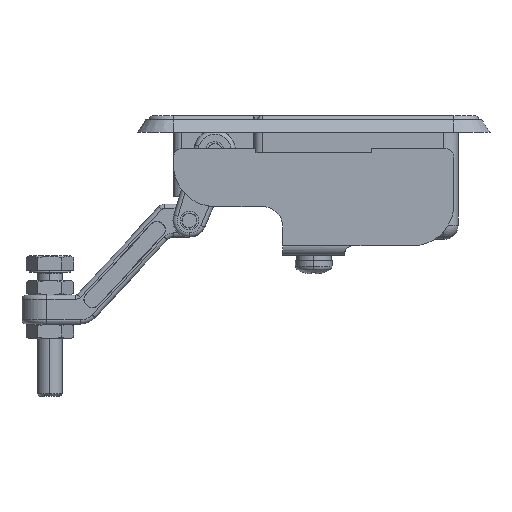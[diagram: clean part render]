
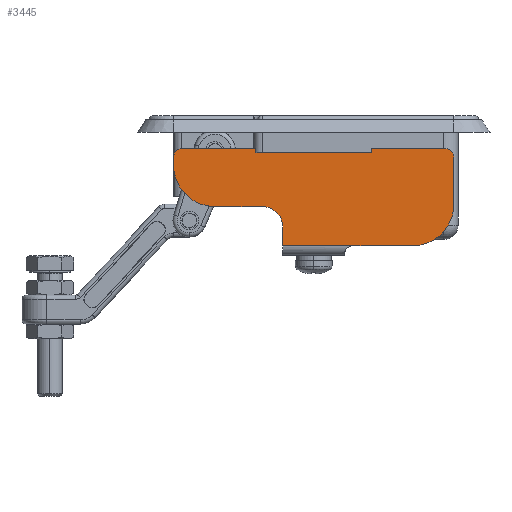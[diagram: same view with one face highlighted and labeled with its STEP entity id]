
A CAD part, left-side view. The second image highlights one B-rep face of the part: STEP entity #3445.
In plain terms, the highlighted planar face has unit normal (-1, 0, 0).
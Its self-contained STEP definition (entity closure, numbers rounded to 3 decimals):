
#91 = AXIS2_PLACEMENT_3D ( 'NONE', #13304, #8901, #6690 ) ;
#159 = DIRECTION ( 'NONE',  ( 0., -1., 0. ) ) ;
#775 = EDGE_CURVE ( 'NONE', #21143, #20630, #11572, .T. ) ;
#795 = CARTESIAN_POINT ( 'NONE',  ( -15.3, 10., 0. ) ) ;
#843 = LINE ( 'NONE', #20181, #10392 ) ;
#901 = CARTESIAN_POINT ( 'NONE',  ( -15.3, 10., 22.5 ) ) ;
#1176 = CARTESIAN_POINT ( 'NONE',  ( -15.3, 8., 23.5 ) ) ;
#1206 = CARTESIAN_POINT ( 'NONE',  ( -15.3, -10., 22.5 ) ) ;
#1279 = DIRECTION ( 'NONE',  ( 0., -1., 0. ) ) ;
#1357 = ORIENTED_EDGE ( 'NONE', *, *, #18735, .F. ) ;
#1393 = AXIS2_PLACEMENT_3D ( 'NONE', #20667, #18469, #16275 ) ;
#1417 = DIRECTION ( 'NONE',  ( 1., 0., 0. ) ) ;
#1515 = EDGE_CURVE ( 'NONE', #12172, #2805, #14616, .T. ) ;
#1670 = ORIENTED_EDGE ( 'NONE', *, *, #19387, .F. ) ;
#1765 = VERTEX_POINT ( 'NONE', #15555 ) ;
#1841 = DIRECTION ( 'NONE',  ( 0., -1., 0. ) ) ;
#1938 = ORIENTED_EDGE ( 'NONE', *, *, #1515, .T. ) ;
#2070 = VECTOR ( 'NONE', #159, 1000. ) ;
#2071 = CARTESIAN_POINT ( 'NONE',  ( -15.3, -11.5, 9.5 ) ) ;
#2384 = CARTESIAN_POINT ( 'NONE',  ( -15.3, 10., 23.5 ) ) ;
#2757 = DIRECTION ( 'NONE',  ( 0., -1., 0. ) ) ;
#2805 = VERTEX_POINT ( 'NONE', #20803 ) ;
#3024 = LINE ( 'NONE', #795, #16513 ) ;
#3121 = ORIENTED_EDGE ( 'NONE', *, *, #11508, .T. ) ;
#3445 = ADVANCED_FACE ( 'NONE', ( #16069 ), #14729, .F. ) ;
#3498 = CARTESIAN_POINT ( 'NONE',  ( -15.3, 10., 9.5 ) ) ;
#3506 = EDGE_CURVE ( 'NONE', #10858, #4901, #8786, .T. ) ;
#3632 = VECTOR ( 'NONE', #15367, 1000. ) ;
#3675 = AXIS2_PLACEMENT_3D ( 'NONE', #15417, #13212, #11000 ) ;
#3997 = EDGE_CURVE ( 'NONE', #2805, #21143, #843, .T. ) ;
#4041 = CARTESIAN_POINT ( 'NONE',  ( -15.3, 10., 23.5 ) ) ;
#4355 = DIRECTION ( 'NONE',  ( 0., 0., -1. ) ) ;
#4582 = LINE ( 'NONE', #2384, #2070 ) ;
#4670 = VERTEX_POINT ( 'NONE', #1206 ) ;
#4700 = CIRCLE ( 'NONE', #91, 2. ) ;
#4727 = EDGE_CURVE ( 'NONE', #9221, #10426, #4582, .T. ) ;
#4854 = LINE ( 'NONE', #17569, #3632 ) ;
#4901 = VERTEX_POINT ( 'NONE', #11444 ) ;
#4957 = CARTESIAN_POINT ( 'NONE',  ( -15.3, 10., 0. ) ) ;
#5060 = CARTESIAN_POINT ( 'NONE',  ( -15.3, -58., 10. ) ) ;
#5087 = EDGE_CURVE ( 'NONE', #12357, #17984, #10160, .T. ) ;
#5334 = LINE ( 'NONE', #901, #10783 ) ;
#5642 = VECTOR ( 'NONE', #4355, 1000. ) ;
#5692 = LINE ( 'NONE', #3498, #10597 ) ;
#5698 = CARTESIAN_POINT ( 'NONE',  ( -15.3, 10., 19.5 ) ) ;
#5883 = CIRCLE ( 'NONE', #3675, 10. ) ;
#6232 = CARTESIAN_POINT ( 'NONE',  ( -15.3, -33.5, 0. ) ) ;
#6250 = CARTESIAN_POINT ( 'NONE',  ( -15.3, -48., 0. ) ) ;
#6353 = VECTOR ( 'NONE', #12957, 1000. ) ;
#6567 = CARTESIAN_POINT ( 'NONE',  ( -15.3, -38., 23.5 ) ) ;
#6597 = CARTESIAN_POINT ( 'NONE',  ( -15.3, -16.5, 0. ) ) ;
#6690 = DIRECTION ( 'NONE',  ( 0., 0., -1. ) ) ;
#7373 = CARTESIAN_POINT ( 'NONE',  ( -15.3, -58., 21.5 ) ) ;
#7558 = ORIENTED_EDGE ( 'NONE', *, *, #775, .T. ) ;
#8130 = DIRECTION ( 'NONE',  ( 0., 0., -1. ) ) ;
#8264 = ORIENTED_EDGE ( 'NONE', *, *, #5087, .T. ) ;
#8410 = ORIENTED_EDGE ( 'NONE', *, *, #4727, .F. ) ;
#8786 = LINE ( 'NONE', #6567, #5642 ) ;
#8892 = ORIENTED_EDGE ( 'NONE', *, *, #13132, .T. ) ;
#8901 = DIRECTION ( 'NONE',  ( -1., 0., 0. ) ) ;
#9221 = VERTEX_POINT ( 'NONE', #1176 ) ;
#9434 = EDGE_CURVE ( 'NONE', #4901, #4670, #5334, .T. ) ;
#9681 = VERTEX_POINT ( 'NONE', #5060 ) ;
#9750 = VERTEX_POINT ( 'NONE', #5698 ) ;
#10160 = CIRCLE ( 'NONE', #15548, 2. ) ;
#10189 = EDGE_CURVE ( 'NONE', #9681, #12357, #17358, .T. ) ;
#10218 = CARTESIAN_POINT ( 'NONE',  ( -15.3, 10., 21.5 ) ) ;
#10336 = DIRECTION ( 'NONE',  ( 1., 0., 0. ) ) ;
#10344 = ORIENTED_EDGE ( 'NONE', *, *, #21140, .T. ) ;
#10392 = VECTOR ( 'NONE', #17978, 1000. ) ;
#10426 = VERTEX_POINT ( 'NONE', #11111 ) ;
#10597 = VECTOR ( 'NONE', #1279, 1000. ) ;
#10663 = LINE ( 'NONE', #4041, #15170 ) ;
#10783 = VECTOR ( 'NONE', #20235, 1000. ) ;
#10858 = VERTEX_POINT ( 'NONE', #14464 ) ;
#11000 = DIRECTION ( 'NONE',  ( 0., 0., -1. ) ) ;
#11111 = CARTESIAN_POINT ( 'NONE',  ( -15.3, -10., 23.5 ) ) ;
#11292 = EDGE_CURVE ( 'NONE', #20630, #19384, #3024, .T. ) ;
#11444 = CARTESIAN_POINT ( 'NONE',  ( -15.3, -38., 22.5 ) ) ;
#11508 = EDGE_CURVE ( 'NONE', #4670, #10426, #16508, .T. ) ;
#11572 = LINE ( 'NONE', #4957, #12562 ) ;
#12094 = DIRECTION ( 'NONE',  ( 0., 0., 1. ) ) ;
#12172 = VERTEX_POINT ( 'NONE', #2071 ) ;
#12357 = VERTEX_POINT ( 'NONE', #7373 ) ;
#12454 = CARTESIAN_POINT ( 'NONE',  ( -15.3, -11.5, 4.5 ) ) ;
#12537 = CARTESIAN_POINT ( 'NONE',  ( -15.3, 10., 23.5 ) ) ;
#12562 = VECTOR ( 'NONE', #2757, 1000. ) ;
#12957 = DIRECTION ( 'NONE',  ( 0., 0., 1. ) ) ;
#13132 = EDGE_CURVE ( 'NONE', #9221, #21429, #4700, .T. ) ;
#13212 = DIRECTION ( 'NONE',  ( -1., 0., 0. ) ) ;
#13304 = CARTESIAN_POINT ( 'NONE',  ( -15.3, 8., 21.5 ) ) ;
#13907 = DIRECTION ( 'NONE',  ( 0., 0., -1. ) ) ;
#14085 = ORIENTED_EDGE ( 'NONE', *, *, #16234, .T. ) ;
#14168 = VECTOR ( 'NONE', #12094, 1000. ) ;
#14301 = CARTESIAN_POINT ( 'NONE',  ( -15.3, -10., 23.5 ) ) ;
#14448 = ORIENTED_EDGE ( 'NONE', *, *, #9434, .T. ) ;
#14464 = CARTESIAN_POINT ( 'NONE',  ( -15.3, -38., 23.5 ) ) ;
#14616 = CIRCLE ( 'NONE', #17421, 5. ) ;
#14729 = PLANE ( 'NONE',  #19378 ) ;
#14915 = CIRCLE ( 'NONE', #1393, 10. ) ;
#14998 = EDGE_CURVE ( 'NONE', #9750, #1765, #14915, .T. ) ;
#15150 = CARTESIAN_POINT ( 'NONE',  ( -15.3, -58., 23.5 ) ) ;
#15170 = VECTOR ( 'NONE', #1841, 1000. ) ;
#15355 = ORIENTED_EDGE ( 'NONE', *, *, #3506, .T. ) ;
#15367 = DIRECTION ( 'NONE',  ( 0., 0., 1. ) ) ;
#15417 = CARTESIAN_POINT ( 'NONE',  ( -15.3, -48., 10. ) ) ;
#15548 = AXIS2_PLACEMENT_3D ( 'NONE', #18308, #16108, #13907 ) ;
#15555 = CARTESIAN_POINT ( 'NONE',  ( -15.3, 0., 9.5 ) ) ;
#16004 = ORIENTED_EDGE ( 'NONE', *, *, #14998, .T. ) ;
#16069 = FACE_OUTER_BOUND ( 'NONE', #20271, .T. ) ;
#16108 = DIRECTION ( 'NONE',  ( -1., 0., 0. ) ) ;
#16234 = EDGE_CURVE ( 'NONE', #1765, #12172, #5692, .T. ) ;
#16275 = DIRECTION ( 'NONE',  ( 0., 0., -1. ) ) ;
#16508 = LINE ( 'NONE', #14301, #14168 ) ;
#16513 = VECTOR ( 'NONE', #20131, 1000. ) ;
#17358 = LINE ( 'NONE', #15150, #6353 ) ;
#17421 = AXIS2_PLACEMENT_3D ( 'NONE', #12454, #1417, #20740 ) ;
#17569 = CARTESIAN_POINT ( 'NONE',  ( -15.3, 10., 23.5 ) ) ;
#17978 = DIRECTION ( 'NONE',  ( 0., 0., -1. ) ) ;
#17984 = VERTEX_POINT ( 'NONE', #19396 ) ;
#18308 = CARTESIAN_POINT ( 'NONE',  ( -15.3, -56., 21.5 ) ) ;
#18469 = DIRECTION ( 'NONE',  ( -1., 0., 0. ) ) ;
#18735 = EDGE_CURVE ( 'NONE', #9750, #21429, #4854, .T. ) ;
#19378 = AXIS2_PLACEMENT_3D ( 'NONE', #12537, #10336, #8130 ) ;
#19384 = VERTEX_POINT ( 'NONE', #6250 ) ;
#19387 = EDGE_CURVE ( 'NONE', #10858, #17984, #10663, .T. ) ;
#19396 = CARTESIAN_POINT ( 'NONE',  ( -15.3, -56., 23.5 ) ) ;
#20119 = ORIENTED_EDGE ( 'NONE', *, *, #10189, .T. ) ;
#20131 = DIRECTION ( 'NONE',  ( 0., -1., 0. ) ) ;
#20181 = CARTESIAN_POINT ( 'NONE',  ( -15.3, -16.5, 23.5 ) ) ;
#20235 = DIRECTION ( 'NONE',  ( 0., 1., 0. ) ) ;
#20271 = EDGE_LOOP ( 'NONE', ( #20119, #8264, #1670, #15355, #14448, #3121, #8410, #8892, #1357, #16004, #14085, #1938, #21206, #7558, #20829, #10344 ) ) ;
#20630 = VERTEX_POINT ( 'NONE', #6232 ) ;
#20667 = CARTESIAN_POINT ( 'NONE',  ( -15.3, 0., 19.5 ) ) ;
#20740 = DIRECTION ( 'NONE',  ( 0., 0., -1. ) ) ;
#20803 = CARTESIAN_POINT ( 'NONE',  ( -15.3, -16.5, 4.5 ) ) ;
#20829 = ORIENTED_EDGE ( 'NONE', *, *, #11292, .T. ) ;
#21140 = EDGE_CURVE ( 'NONE', #19384, #9681, #5883, .T. ) ;
#21143 = VERTEX_POINT ( 'NONE', #6597 ) ;
#21206 = ORIENTED_EDGE ( 'NONE', *, *, #3997, .T. ) ;
#21429 = VERTEX_POINT ( 'NONE', #10218 ) ;
